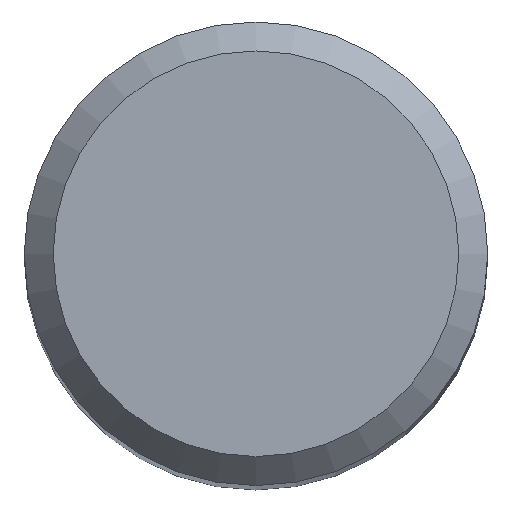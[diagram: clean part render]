
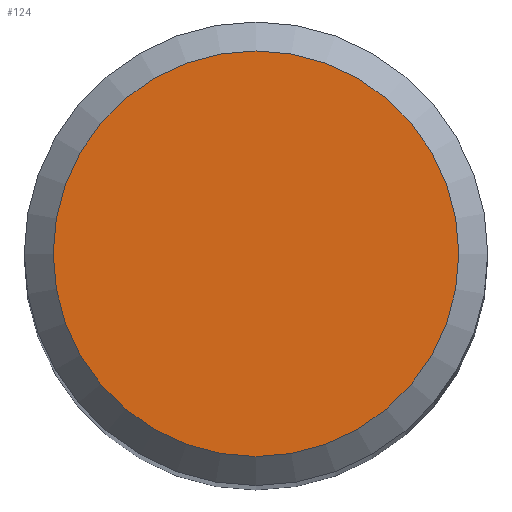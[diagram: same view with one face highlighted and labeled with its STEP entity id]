
A CAD part, top view. The second image highlights one B-rep face of the part: STEP entity #124.
In plain terms, the highlighted planar face has unit normal (0, 0, 1).
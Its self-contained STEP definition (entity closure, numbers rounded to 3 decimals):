
#22 = AXIS2_PLACEMENT_3D ( 'NONE', #230, #229, #208 ) ;
#67 = ORIENTED_EDGE ( 'NONE', *, *, #86, .F. ) ;
#86 = EDGE_CURVE ( 'NONE', #118, #118, #180, .T. ) ;
#92 = DIRECTION ( 'NONE',  ( 0., 1., 0. ) ) ;
#111 = PLANE ( 'NONE',  #170 ) ;
#118 = VERTEX_POINT ( 'NONE', #176 ) ;
#124 = ADVANCED_FACE ( 'NONE', ( #231 ), #111, .F. ) ;
#170 = AXIS2_PLACEMENT_3D ( 'NONE', #189, #227, #92 ) ;
#176 = CARTESIAN_POINT ( 'NONE',  ( 0., 3.5, 63. ) ) ;
#180 = CIRCLE ( 'NONE', #22, 3.5 ) ;
#187 = EDGE_LOOP ( 'NONE', ( #67 ) ) ;
#189 = CARTESIAN_POINT ( 'NONE',  ( 0., 0., 63. ) ) ;
#208 = DIRECTION ( 'NONE',  ( 0., 1., 0. ) ) ;
#227 = DIRECTION ( 'NONE',  ( 0., 0., -1. ) ) ;
#229 = DIRECTION ( 'NONE',  ( 0., 0., -1. ) ) ;
#230 = CARTESIAN_POINT ( 'NONE',  ( 0., 0., 63. ) ) ;
#231 = FACE_OUTER_BOUND ( 'NONE', #187, .T. ) ;
